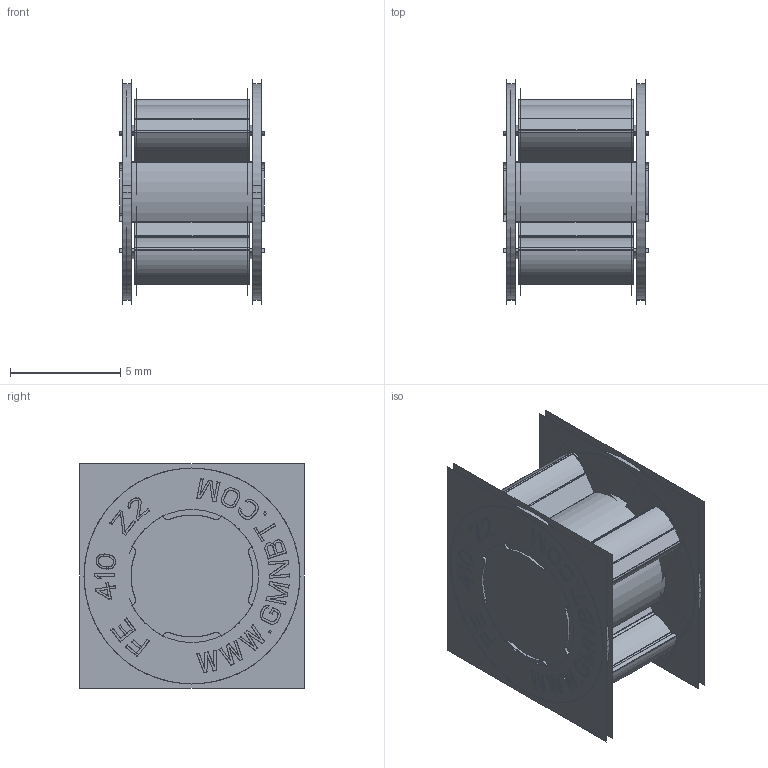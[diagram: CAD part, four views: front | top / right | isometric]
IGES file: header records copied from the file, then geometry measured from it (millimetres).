
Start section:  PTC IGES file: fe410z2.igs
Global section: file name: fe410z2.igs; native system: Creo Parametric by Parametric Technology Corporation; preprocessor: 2013150; author: sales 4; organization: Unknown; date: 20140324.141259; units: millimetre
Bounding box: 6.55 x 10.19 x 10.19 mm (x, y, z)
Volume: 184.8 mm3; surface area: 5271.5 mm2
Topology: 5 solids, 5 shells, 1056 faces, 5242 edges, 6392 vertices
Faces by surface type: bspline 888, revolution 168
